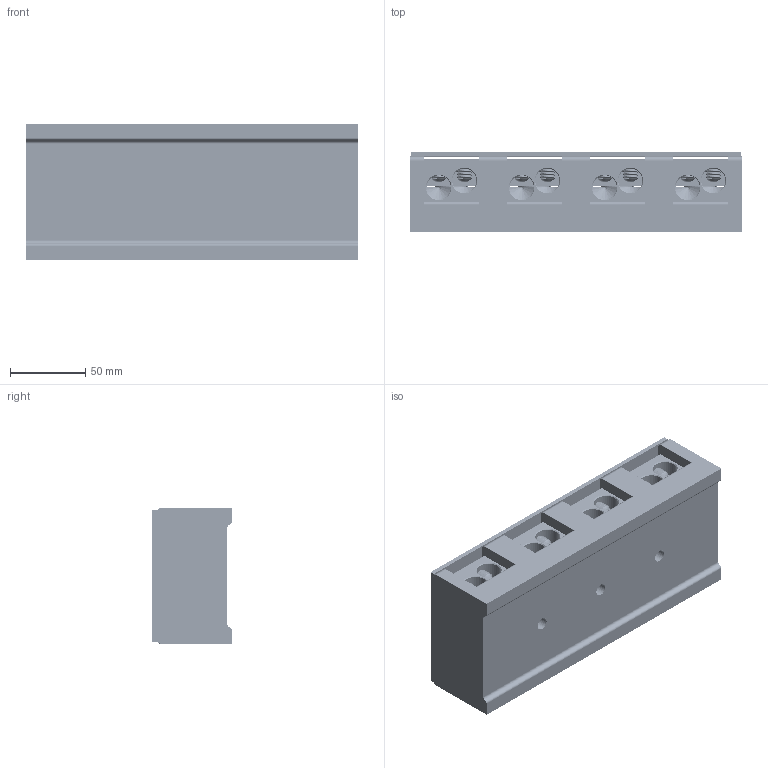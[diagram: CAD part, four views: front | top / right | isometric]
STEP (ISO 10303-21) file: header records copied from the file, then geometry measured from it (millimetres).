
FILE_DESCRIPTION((''),'2;1');
FILE_NAME('UDJ-4004_2_95','2024-07-05T',('dell'),(''),'PRO/ENGINEER BY PARAMETRIC TECHNOLOGY CORPORATION, 2013230','PRO/ENGINEER BY PARAMETRIC TECHNOLOGY CORPORATION, 2013230','');
FILE_SCHEMA(('AUTOMOTIVE_DESIGN { 1 0 10303 214 1 1 1 1 }'));
Products named in the file (1): UDJ-4004_2_95
Bounding box: 220 x 53 x 90 mm (x, y, z)
Volume: 757244.6 mm3
Topology: 4 solids, 28 shells, 2557 faces, 7373 edges, 4717 vertices
Faces by surface type: plane 1193, cylinder 782, bspline 332, cone 164, sphere 48, torus 36, extrusion 2
Entity records: 155487 total; most frequent: CARTESIAN_POINT 93019, ORIENTED_EDGE 14554, DIRECTION 10686, EDGE_CURVE 7277, VERTEX_POINT 4717, VECTOR 3988, LINE 3986, AXIS2_PLACEMENT_3D 3349
